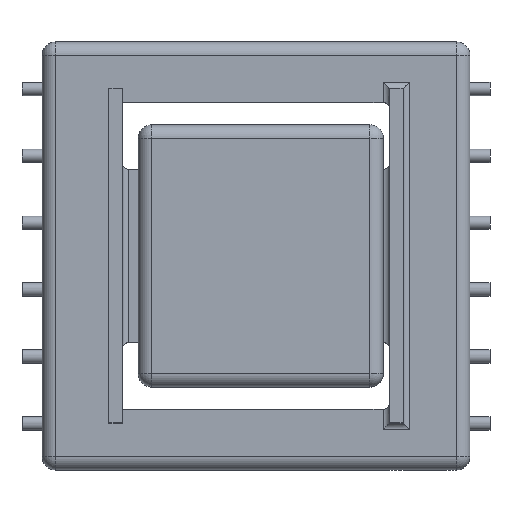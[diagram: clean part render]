
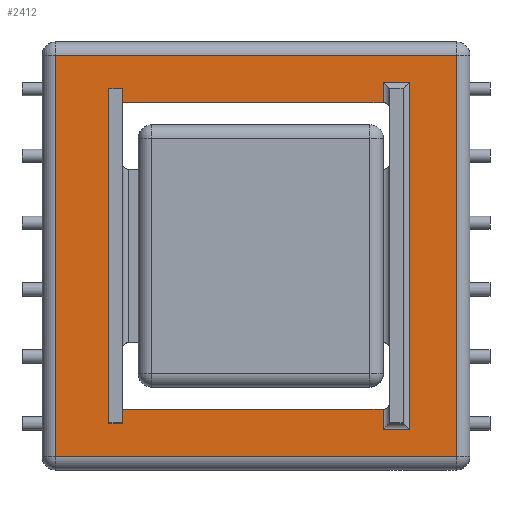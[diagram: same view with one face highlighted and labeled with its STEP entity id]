
A CAD part, top view. The second image highlights one B-rep face of the part: STEP entity #2412.
In plain terms, the highlighted planar face has unit normal (0, 0, 1).
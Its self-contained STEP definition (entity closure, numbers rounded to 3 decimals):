
#386=ORIENTED_EDGE('',*,*,#1034,.T.);
#387=ORIENTED_EDGE('',*,*,#1035,.T.);
#388=ORIENTED_EDGE('',*,*,#1036,.T.);
#389=ORIENTED_EDGE('',*,*,#1037,.T.);
#390=ORIENTED_EDGE('',*,*,#1038,.T.);
#391=ORIENTED_EDGE('',*,*,#1039,.T.);
#392=ORIENTED_EDGE('',*,*,#1019,.F.);
#393=ORIENTED_EDGE('',*,*,#1040,.T.);
#394=ORIENTED_EDGE('',*,*,#1041,.T.);
#395=ORIENTED_EDGE('',*,*,#1042,.T.);
#396=ORIENTED_EDGE('',*,*,#1043,.T.);
#397=ORIENTED_EDGE('',*,*,#1044,.T.);
#398=ORIENTED_EDGE('',*,*,#1017,.T.);
#399=ORIENTED_EDGE('',*,*,#1045,.T.);
#400=ORIENTED_EDGE('',*,*,#1046,.T.);
#401=ORIENTED_EDGE('',*,*,#1047,.T.);
#1017=EDGE_CURVE('',#1344,#1343,#1557,.T.);
#1019=EDGE_CURVE('',#1345,#1346,#1559,.T.);
#1034=EDGE_CURVE('',#1355,#1356,#1574,.T.);
#1035=EDGE_CURVE('',#1356,#1357,#1575,.T.);
#1036=EDGE_CURVE('',#1357,#1358,#1576,.T.);
#1037=EDGE_CURVE('',#1358,#1355,#1577,.T.);
#1038=EDGE_CURVE('',#1359,#1360,#1578,.F.);
#1039=EDGE_CURVE('',#1360,#1346,#1579,.F.);
#1040=EDGE_CURVE('',#1345,#1361,#1580,.T.);
#1041=EDGE_CURVE('',#1361,#1362,#1581,.T.);
#1042=EDGE_CURVE('',#1362,#1363,#1582,.T.);
#1043=EDGE_CURVE('',#1363,#1364,#1583,.T.);
#1044=EDGE_CURVE('',#1364,#1344,#1584,.T.);
#1045=EDGE_CURVE('',#1343,#1365,#1585,.T.);
#1046=EDGE_CURVE('',#1365,#1366,#1586,.T.);
#1047=EDGE_CURVE('',#1366,#1359,#1587,.T.);
#1343=VERTEX_POINT('',#4177);
#1344=VERTEX_POINT('',#4179);
#1345=VERTEX_POINT('',#4183);
#1346=VERTEX_POINT('',#4184);
#1355=VERTEX_POINT('',#4213);
#1356=VERTEX_POINT('',#4214);
#1357=VERTEX_POINT('',#4216);
#1358=VERTEX_POINT('',#4218);
#1359=VERTEX_POINT('',#4221);
#1360=VERTEX_POINT('',#4222);
#1361=VERTEX_POINT('',#4225);
#1362=VERTEX_POINT('',#4227);
#1363=VERTEX_POINT('',#4229);
#1364=VERTEX_POINT('',#4231);
#1365=VERTEX_POINT('',#4234);
#1366=VERTEX_POINT('',#4236);
#1557=LINE('',#4178,#1734);
#1559=LINE('',#4182,#1736);
#1574=LINE('',#4212,#1751);
#1575=LINE('',#4215,#1752);
#1576=LINE('',#4217,#1753);
#1577=LINE('',#4219,#1754);
#1578=LINE('',#4220,#1755);
#1579=LINE('',#4223,#1756);
#1580=LINE('',#4224,#1757);
#1581=LINE('',#4226,#1758);
#1582=LINE('',#4228,#1759);
#1583=LINE('',#4230,#1760);
#1584=LINE('',#4232,#1761);
#1585=LINE('',#4233,#1762);
#1586=LINE('',#4235,#1763);
#1587=LINE('',#4237,#1764);
#1734=VECTOR('',#3272,1000.);
#1736=VECTOR('',#3276,1000.);
#1751=VECTOR('',#3301,1000.);
#1752=VECTOR('',#3302,1000.);
#1753=VECTOR('',#3303,1000.);
#1754=VECTOR('',#3304,1000.);
#1755=VECTOR('',#3305,1000.);
#1756=VECTOR('',#3306,1000.);
#1757=VECTOR('',#3307,1000.);
#1758=VECTOR('',#3308,1000.);
#1759=VECTOR('',#3309,1000.);
#1760=VECTOR('',#3310,1000.);
#1761=VECTOR('',#3311,1000.);
#1762=VECTOR('',#3312,1000.);
#1763=VECTOR('',#3313,1000.);
#1764=VECTOR('',#3314,1000.);
#1868=EDGE_LOOP('',(#386,#387,#388,#389));
#1869=EDGE_LOOP('',(#390,#391,#392,#393,#394,#395,#396,#397,#398,#399,#400,
#401));
#2093=FACE_BOUND('',#1868,.T.);
#2094=FACE_BOUND('',#1869,.T.);
#2316=PLANE('',#2857);
#2412=ADVANCED_FACE('',(#2093,#2094),#2316,.T.);
#2857=AXIS2_PLACEMENT_3D('',#4211,#3299,#3300);
#3272=DIRECTION('',(1.,0.,0.));
#3276=DIRECTION('',(1.,0.,0.));
#3299=DIRECTION('',(0.,0.,1.));
#3300=DIRECTION('',(1.,0.,0.));
#3301=DIRECTION('',(1.,0.,0.));
#3302=DIRECTION('',(0.,1.,0.));
#3303=DIRECTION('',(-1.,0.,0.));
#3304=DIRECTION('',(0.,-1.,0.));
#3305=DIRECTION('',(1.,0.,0.));
#3306=DIRECTION('',(0.,-1.,0.));
#3307=DIRECTION('',(0.,-1.,0.));
#3308=DIRECTION('',(-1.,0.,0.));
#3309=DIRECTION('',(0.,1.,0.));
#3310=DIRECTION('',(1.,0.,0.));
#3311=DIRECTION('',(0.,-1.,0.));
#3312=DIRECTION('',(0.,1.,0.));
#3313=DIRECTION('',(1.,0.,0.));
#3314=DIRECTION('',(0.,-1.,0.));
#4177=CARTESIAN_POINT('',(9.5,11.477,10.));
#4178=CARTESIAN_POINT('',(-10.5,11.477,10.));
#4179=CARTESIAN_POINT('',(-10.,11.477,10.));
#4182=CARTESIAN_POINT('',(-10.5,-11.477,10.));
#4183=CARTESIAN_POINT('',(-10.,-11.477,10.));
#4184=CARTESIAN_POINT('',(9.5,-11.477,10.));
#4211=CARTESIAN_POINT('',(0.,0.,10.));
#4212=CARTESIAN_POINT('',(16.,-15.,10.));
#4213=CARTESIAN_POINT('',(-15.,-15.,10.));
#4214=CARTESIAN_POINT('',(15.,-15.,10.));
#4215=CARTESIAN_POINT('',(15.,16.,10.));
#4216=CARTESIAN_POINT('',(15.,15.,10.));
#4217=CARTESIAN_POINT('',(-16.,15.,10.));
#4218=CARTESIAN_POINT('',(-15.,15.,10.));
#4219=CARTESIAN_POINT('',(-15.,-16.,10.));
#4220=CARTESIAN_POINT('',(0.,-13.,10.));
#4221=CARTESIAN_POINT('',(11.5,-13.,10.));
#4222=CARTESIAN_POINT('',(9.5,-13.,10.));
#4223=CARTESIAN_POINT('',(9.5,0.,10.));
#4224=CARTESIAN_POINT('',(-10.,0.,10.));
#4225=CARTESIAN_POINT('',(-10.,-12.5,10.));
#4226=CARTESIAN_POINT('',(0.,-12.5,10.));
#4227=CARTESIAN_POINT('',(-11.,-12.5,10.));
#4228=CARTESIAN_POINT('',(-11.,0.,10.));
#4229=CARTESIAN_POINT('',(-11.,12.5,10.));
#4230=CARTESIAN_POINT('',(0.,12.5,10.));
#4231=CARTESIAN_POINT('',(-10.,12.5,10.));
#4232=CARTESIAN_POINT('',(-10.,0.,10.));
#4233=CARTESIAN_POINT('',(9.5,0.,10.));
#4234=CARTESIAN_POINT('',(9.5,13.,10.));
#4235=CARTESIAN_POINT('',(0.,13.,10.));
#4236=CARTESIAN_POINT('',(11.5,13.,10.));
#4237=CARTESIAN_POINT('',(11.5,0.,10.));
